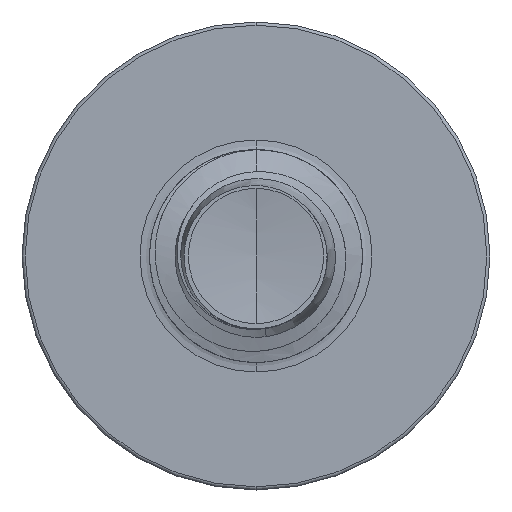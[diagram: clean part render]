
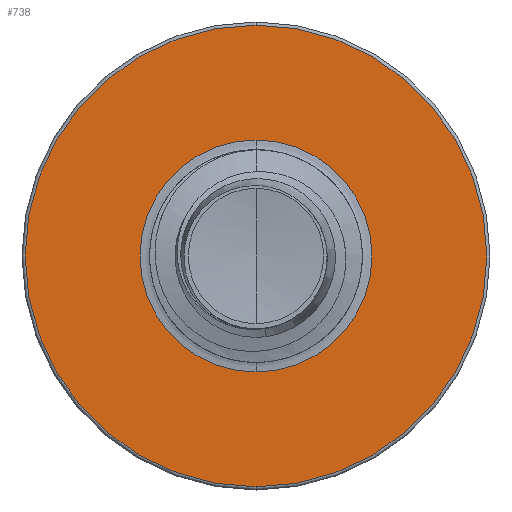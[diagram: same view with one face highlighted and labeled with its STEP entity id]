
A CAD part, front view. The second image highlights one B-rep face of the part: STEP entity #738.
In plain terms, the highlighted planar face has unit normal (0, -1, 0).
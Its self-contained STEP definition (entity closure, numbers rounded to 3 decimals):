
#67 = DIRECTION ( 'NONE',  ( 0., 0., 1. ) ) ;
#76 = DIRECTION ( 'NONE',  ( 0., 1., 0. ) ) ;
#128 = CARTESIAN_POINT ( 'NONE',  ( 0., 7., 0. ) ) ;
#738 = ADVANCED_FACE ( 'NONE', ( #10034, #8315 ), #4100, .F. ) ;
#2253 = VERTEX_POINT ( 'NONE', #13969 ) ;
#3009 = ORIENTED_EDGE ( 'NONE', *, *, #4780, .F. ) ;
#3157 = AXIS2_PLACEMENT_3D ( 'NONE', #12152, #10774, #10803 ) ;
#3233 = DIRECTION ( 'NONE',  ( 0., 0., 1. ) ) ;
#3279 = DIRECTION ( 'NONE',  ( 0., 1., 0. ) ) ;
#3332 = CARTESIAN_POINT ( 'NONE',  ( 0., 7., 0. ) ) ;
#4100 = PLANE ( 'NONE',  #3157 ) ;
#4267 = DIRECTION ( 'NONE',  ( 0., 0., 1. ) ) ;
#4297 = DIRECTION ( 'NONE',  ( 0., 1., 0. ) ) ;
#4308 = CARTESIAN_POINT ( 'NONE',  ( 0., 7., 0. ) ) ;
#4780 = EDGE_CURVE ( 'NONE', #13884, #16177, #14479, .T. ) ;
#5464 = CIRCLE ( 'NONE', #8218, 1.363 ) ;
#5521 = CARTESIAN_POINT ( 'NONE',  ( 0., 7., -2.712 ) ) ;
#5925 = EDGE_CURVE ( 'NONE', #21912, #2253, #5464, .T. ) ;
#8218 = AXIS2_PLACEMENT_3D ( 'NONE', #4308, #4297, #4267 ) ;
#8288 = DIRECTION ( 'NONE',  ( 0., 0., 1. ) ) ;
#8292 = DIRECTION ( 'NONE',  ( 0., 1., 0. ) ) ;
#8315 = FACE_BOUND ( 'NONE', #10824, .T. ) ;
#8338 = CARTESIAN_POINT ( 'NONE',  ( 0., 7., 0. ) ) ;
#8739 = EDGE_CURVE ( 'NONE', #2253, #21912, #20025, .T. ) ;
#10034 = FACE_OUTER_BOUND ( 'NONE', #12795, .T. ) ;
#10774 = DIRECTION ( 'NONE',  ( 0., 1., 0. ) ) ;
#10803 = DIRECTION ( 'NONE',  ( 0., 0., 1. ) ) ;
#10824 = EDGE_LOOP ( 'NONE', ( #10942, #19959 ) ) ;
#10942 = ORIENTED_EDGE ( 'NONE', *, *, #8739, .T. ) ;
#10960 = AXIS2_PLACEMENT_3D ( 'NONE', #128, #76, #67 ) ;
#11359 = AXIS2_PLACEMENT_3D ( 'NONE', #8338, #8292, #8288 ) ;
#12152 = CARTESIAN_POINT ( 'NONE',  ( 0., 7., -1.363 ) ) ;
#12795 = EDGE_LOOP ( 'NONE', ( #19702, #3009 ) ) ;
#13384 = CARTESIAN_POINT ( 'NONE',  ( 0., 7., -1.363 ) ) ;
#13417 = CARTESIAN_POINT ( 'NONE',  ( 0., 7., 2.713 ) ) ;
#13884 = VERTEX_POINT ( 'NONE', #5521 ) ;
#13969 = CARTESIAN_POINT ( 'NONE',  ( 0., 7., 1.363 ) ) ;
#14390 = EDGE_CURVE ( 'NONE', #16177, #13884, #21571, .T. ) ;
#14479 = CIRCLE ( 'NONE', #11359, 2.713 ) ;
#16177 = VERTEX_POINT ( 'NONE', #13417 ) ;
#19498 = AXIS2_PLACEMENT_3D ( 'NONE', #3332, #3279, #3233 ) ;
#19702 = ORIENTED_EDGE ( 'NONE', *, *, #14390, .F. ) ;
#19959 = ORIENTED_EDGE ( 'NONE', *, *, #5925, .T. ) ;
#20025 = CIRCLE ( 'NONE', #10960, 1.363 ) ;
#21571 = CIRCLE ( 'NONE', #19498, 2.713 ) ;
#21912 = VERTEX_POINT ( 'NONE', #13384 ) ;
